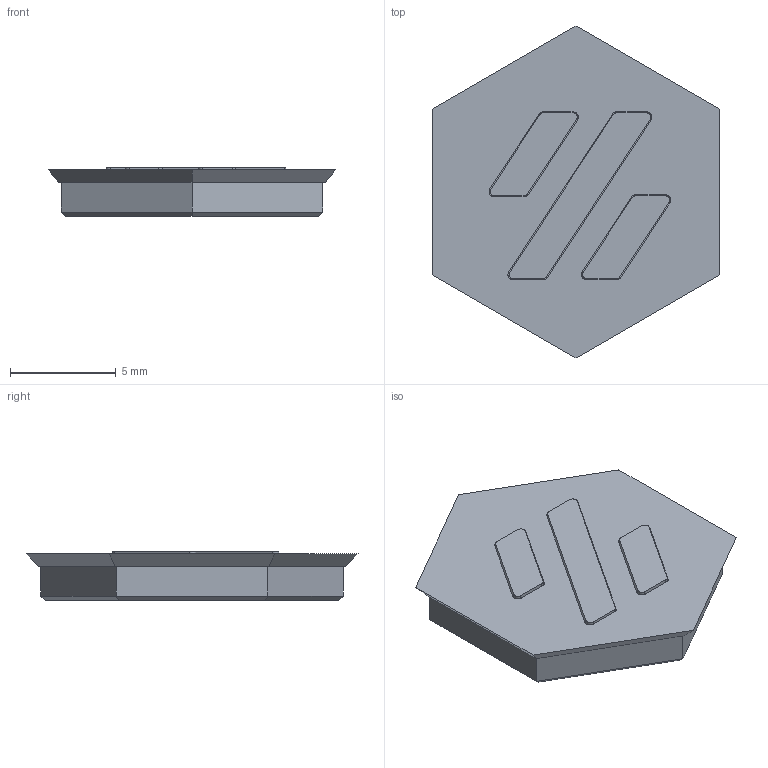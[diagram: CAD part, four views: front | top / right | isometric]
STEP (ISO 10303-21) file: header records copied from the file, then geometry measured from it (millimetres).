
FILE_DESCRIPTION(/* description */ (''),/* implementation_level */ '2;1');
FILE_NAME(/* name */ 'stealth_bed_front.step',/* time_stamp */ '2022-05-19T15:51:18-04:00',/* author */ (''),/* organization */ (''),/* preprocessor_version */ 'ST-DEVELOPER v18.1',/* originating_system */ 'Autodesk Translation Framework v10.14.0.1471',/* authorisation */ '');
FILE_SCHEMA (('AUTOMOTIVE_DESIGN { 1 0 10303 214 3 1 1 }'));
Length unit declared in the file: millimetre
Products named in the file (1): Stealth_Bed_Front
Bounding box: 13.6 x 15.7 x 2.3 mm (x, y, z)
Volume: 274.1 mm3; surface area: 693.2 mm2
Topology: 2 solids, 2 shells, 90 faces, 235 edges, 154 vertices
Faces by surface type: plane 65, cylinder 24, cone 1
Entity records: 2811 total; most frequent: CARTESIAN_POINT 480, ORIENTED_EDGE 470, DIRECTION 469, EDGE_CURVE 235, LINE 183, VECTOR 183, VERTEX_POINT 154, AXIS2_PLACEMENT_3D 143
